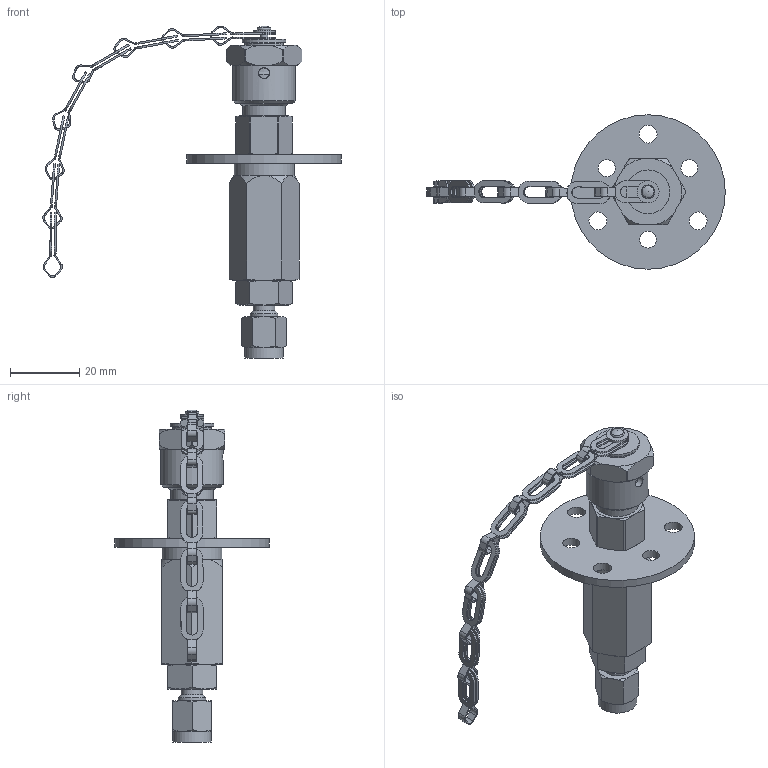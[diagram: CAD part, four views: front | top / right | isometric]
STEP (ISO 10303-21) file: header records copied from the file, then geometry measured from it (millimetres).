
FILE_DESCRIPTION(('STEP AP214'),'1');
FILE_NAME('00BLT-1024-01G2 (Assembly, Bulkhead Refill, Scott 916-18 Inlet Version Matrix).stp','2024-03-28T20:52:24',(' '),(' '),'Spatial InterOp 3D',' ',' ');
FILE_SCHEMA(('AUTOMOTIVE_DESIGN { 1 0 10303 214 1 1 1 1 }'));
Length unit declared in the file: inch
Products named in the file (20): 00BLT-1024-xx$G2 (Assembly, Bulkhead Refill, Scott 9/16-18 Inlet Version Matrix); 0CV04-0304-00[=B] (Bulkhead, Check-Valve Body, Poppet Style, 2x SAE-4M) [00]; Poppet & O-ring [GROUP] [Updated for 3003 EPDM O-ring]; 09001-3003-70 (O-ring, EPDM, 2-003, E70); 0CV02-0201-00[=A] (Poppet, 0.25 Dia.) [PLM CV02-201-000]; 09007-0001-00 (Retaining Ring, 1/4" Internal, SS) [Rotor Clip HO-25SS MPS B100]; 0CV04-0203-00$-0 (Check-Valve Body, Poppet Style, Scott 9/16-18 x SAE-4M, SS); #709; #717; 0CP02-0103-01$-2 (Cap & Chain Assembly, Scott 9/16-18); #736; 09030-0102-32 (Shim, Flat-washer type, Ø.094id x Ø.250od x .032h, Brass); 09300-0001-00 (2/0 Brass Safety Chain) [Exploded path]; Link; 09030-0104-30 (Shim, Flat-washer type, Ø.092id x Ø.496od x .030h, Brass); CP02-201-001$A [0TA01-0201-01] (Vented Nut, Scott 9/16-18 AS1219, Top-Hex); CP02-207[=-] [0CP02-0207-00] (Protector Nipple for Scott 9/16-18 Vented Nut); 09001-3008-75 (O-ring, EPDM, 2-008, E75); 00HDW-0108-00 (SAE-4M x 1/8 OD Tube Compression, Brass) [Swagelock B-200-1-4ST]
Assembly tree (26 placements, depth 4):
  00BLT-1024-xx$G2 (Assembly, Bulkhead Refill, Scott 9/16-18 Inlet Version Matrix)
    0CV04-0304-00[=B] (Bulkhead, Check-Valve Body, Poppet Style, 2x SAE-4M) [00]
    Poppet & O-ring [GROUP] [Updated for 3003 EPDM O-ring]
      09001-3003-70 (O-ring, EPDM, 2-003, E70)
      0CV02-0201-00[=A] (Poppet, 0.25 Dia.) [PLM CV02-201-000]
    09007-0001-00 (Retaining Ring, 1/4" Internal, SS) [Rotor Clip HO-25SS MPS B100]
    (unnamed)
    0CV04-0203-00$-0 (Check-Valve Body, Poppet Style, Scott 9/16-18 x SAE-4M, SS)
    #709
    #717
    0CP02-0103-01$-2 (Cap & Chain Assembly, Scott 9/16-18)
      #736
      09030-0102-32 (Shim, Flat-washer type, Ø.094id x Ø.250od x .032h, Brass)
      09300-0001-00 (2/0 Brass Safety Chain) [Exploded path]
        Link  x8
      09030-0104-30 (Shim, Flat-washer type, Ø.092id x Ø.496od x .030h, Brass)
      CP02-201-001$A [0TA01-0201-01] (Vented Nut, Scott 9/16-18 AS1219, Top-Hex)
      CP02-207[=-] [0CP02-0207-00] (Protector Nipple for Scott 9/16-18 Vented Nut)
      09001-3008-75 (O-ring, EPDM, 2-008, E75)
    00HDW-0108-00 (SAE-4M x 1/8 OD Tube Compression, Brass) [Swagelock B-200-1-4ST]
Bounding box: 85.94 x 44.45 x 95.59 mm (x, y, z)
Volume: 20865.6 mm3; surface area: 17416.6 mm2
Topology: 23 solids, 23 shells, 606 faces, 1520 edges, 988 vertices
Faces by surface type: plane 287, cylinder 206, cone 91, torus 11, revolution 10, sphere 1
Full cylindrical faces by diameter (mm): 0.762 x2, 0.889 x4, 1.016 x2, 1.575 x1, 1.626 x1, 2.184 x2, 2.286 x1, 2.337 x1, 2.388 x1, 3.175 x2, 3.454 x1, 3.962 x1, 4.166 x3, 4.75 x1, 4.851 x3, 5.156 x3, 5.715 x1, 6.259 x1, 6.35 x5, 6.807 x2, 7.938 x1, 8.001 x1, 9.144 x2, 9.246 x1, 9.922 x2, 10.973 x1, 11.112 x4, 11.125 x1, 11.176 x1, 12.192 x2
Entity records: 12284 total; most frequent: CARTESIAN_POINT 2480, DIRECTION 1433, ORIENTED_EDGE 1200, AXIS2_PLACEMENT_3D 627, EDGE_CURVE 600, EDGE_LOOP 497, VERTEX_POINT 436, FACE_OUTER_BOUND 395
